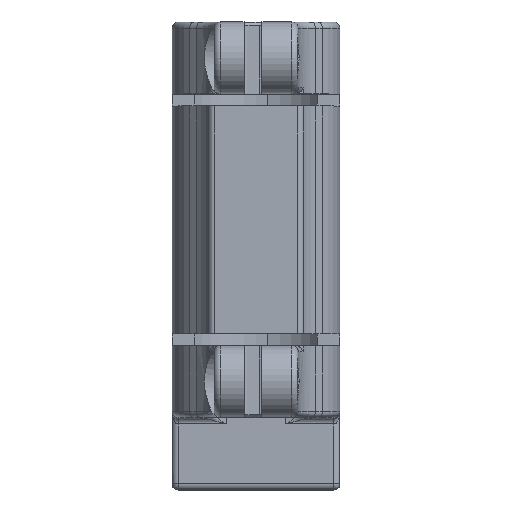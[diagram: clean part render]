
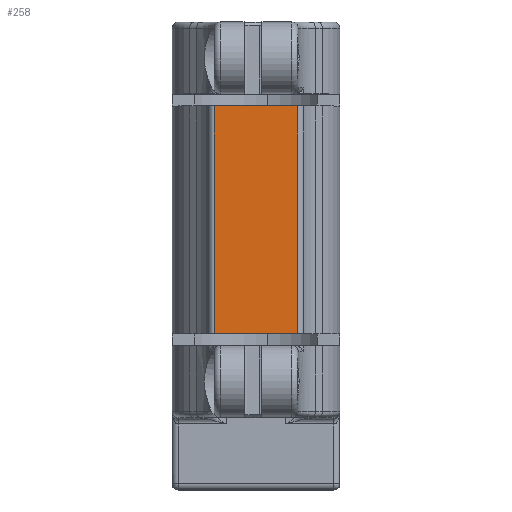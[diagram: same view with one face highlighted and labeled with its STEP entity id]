
A CAD part, top view. The second image highlights one B-rep face of the part: STEP entity #258.
In plain terms, the highlighted planar face has unit normal (0, 0, 1).
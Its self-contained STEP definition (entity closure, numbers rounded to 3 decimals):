
#258=ADVANCED_FACE('',(#1605),#1607,.F.);
#1605=FACE_OUTER_BOUND('',#1606,.T.);
#1606=EDGE_LOOP('',(#4248,#4249,#4250,#4251));
#1607=PLANE('',#1608);
#1608=AXIS2_PLACEMENT_3D('',#1609,#1610,#1611);
#1609=CARTESIAN_POINT('',(1.,21.,56.));
#1610=DIRECTION('',(0.,0.,-1.));
#1611=DIRECTION('',(0.,-1.,0.));
#4248=ORIENTED_EDGE('',*,*,#5420,.T.);
#4249=ORIENTED_EDGE('',*,*,#5663,.F.);
#4250=ORIENTED_EDGE('',*,*,#5412,.T.);
#4251=ORIENTED_EDGE('',*,*,#5662,.F.);
#5412=EDGE_CURVE('',#6595,#6593,#6596,.T.);
#5420=EDGE_CURVE('',#6608,#6609,#6610,.T.);
#5662=EDGE_CURVE('',#6608,#6593,#6988,.T.);
#5663=EDGE_CURVE('',#6595,#6609,#6989,.F.);
#6593=VERTEX_POINT('',#9081);
#6595=VERTEX_POINT('',#9086);
#6596=LINE('',#9087,#9088);
#6608=VERTEX_POINT('',#9120);
#6609=VERTEX_POINT('',#9121);
#6610=LINE('',#9122,#9123);
#6988=LINE('',#10808,#10809);
#6989=LINE('',#10811,#10812);
#9081=CARTESIAN_POINT('',(-7.059,-19.,56.));
#9086=CARTESIAN_POINT('',(-20.941,-19.,56.));
#9087=CARTESIAN_POINT('',(-20.941,-19.,56.));
#9088=VECTOR('',#9089,1.);
#9089=DIRECTION('',(1.,0.,0.));
#9120=CARTESIAN_POINT('',(-7.059,19.,56.));
#9121=CARTESIAN_POINT('',(-20.941,19.,56.));
#9122=CARTESIAN_POINT('',(-7.059,19.,56.));
#9123=VECTOR('',#9124,1.);
#9124=DIRECTION('',(-1.,0.,0.));
#10808=CARTESIAN_POINT('',(-7.059,19.,56.));
#10809=VECTOR('',#10810,1.);
#10810=DIRECTION('',(0.,-1.,0.));
#10811=CARTESIAN_POINT('',(-20.941,19.,56.));
#10812=VECTOR('',#10813,1.);
#10813=DIRECTION('',(0.,-1.,0.));
